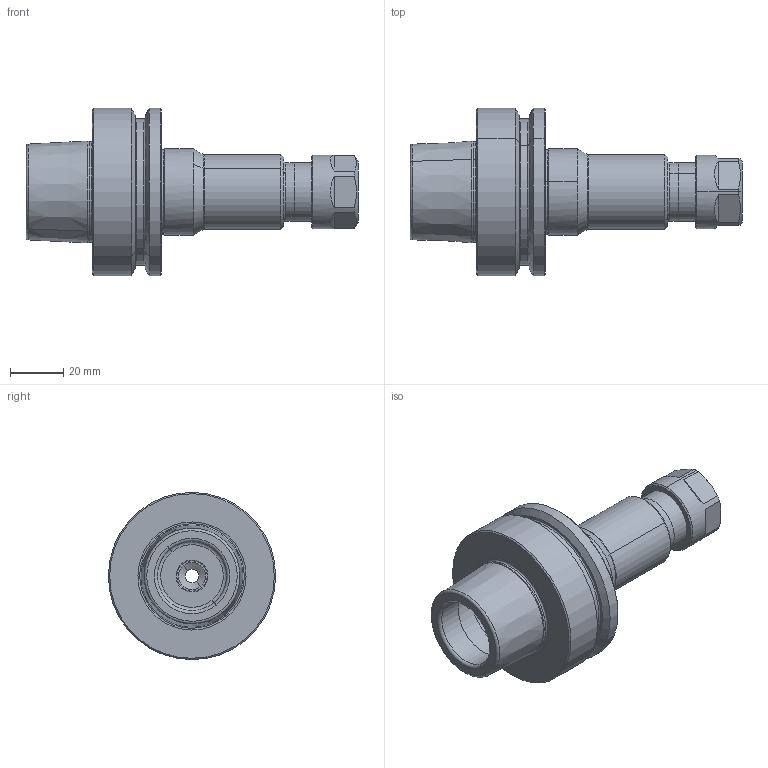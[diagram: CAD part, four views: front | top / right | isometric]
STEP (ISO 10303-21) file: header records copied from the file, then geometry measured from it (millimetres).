
FILE_DESCRIPTION(('HOOPS Exchange Step'),'2;1');
FILE_NAME('export-1073F9BF-6A3D-4EC5-BF53-A1C298641C01.stp','2022-01-24T11:08:28+01:00',('Engineering'),('Alibre'),'HOOPS Exchange 2021.0','Alibre','Unknown authorisation');
FILE_SCHEMA( ('AP242_MANAGED_MODEL_BASED_3D_ENGINEERING_MIM_LF {1 0 10303 442 1 1 4 }') );
Length unit declared in the file: millimetre
Products named in the file (3): 5815-1 HSK-F63 ER 16 x 100H Toolholder + Balanced Nut, Toolholder; 5815-2 HSK-F63 ER 16 x 100H Toolholder + Balanced Nut, NUT; 5815 HSK-F63 ER 16 x 100H Toolholder + Balanced Nut
Assembly tree (2 placements, depth 2):
  5815 HSK-F63 ER 16 x 100H Toolholder + Balanced Nut
    5815-1 HSK-F63 ER 16 x 100H Toolholder + Balanced Nut, Toolholder
    5815-2 HSK-F63 ER 16 x 100H Toolholder + Balanced Nut, NUT
Bounding box: 125 x 63 x 63 mm (x, y, z)
Volume: 118084.7 mm3; surface area: 29178.7 mm2
Topology: 2 solids, 2 shells, 145 faces, 309 edges, 177 vertices
Faces by surface type: cone 42, cylinder 42, torus 36, plane 25
Entity records: 4037 total; most frequent: DIRECTION 810, CARTESIAN_POINT 651, ORIENTED_EDGE 618, AXIS2_PLACEMENT_3D 354, EDGE_CURVE 309, CIRCLE 195, VERTEX_POINT 177, EDGE_LOOP 158
